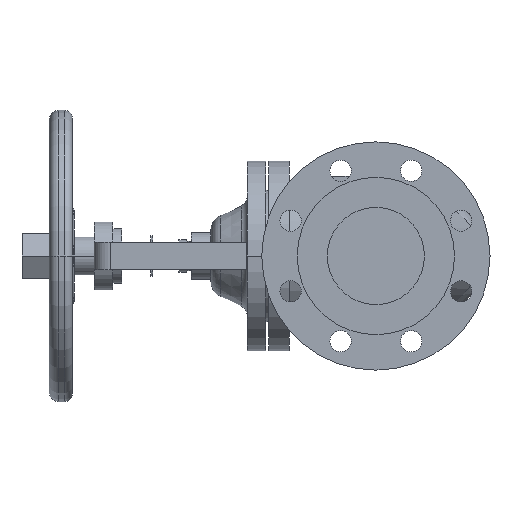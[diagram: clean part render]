
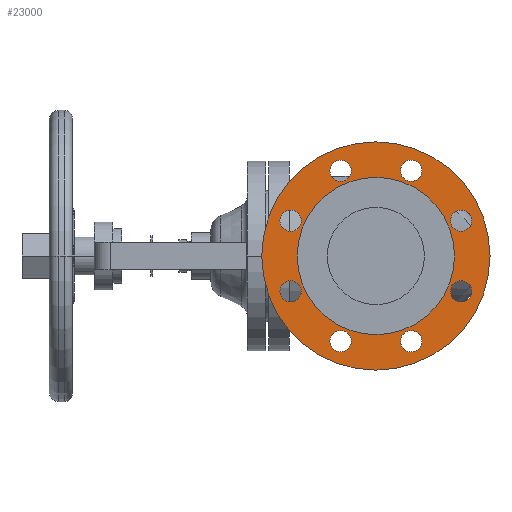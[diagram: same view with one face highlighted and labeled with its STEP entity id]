
A CAD part, left-side view. The second image highlights one B-rep face of the part: STEP entity #23000.
In plain terms, the highlighted planar face has unit normal (-1, 0, 0).
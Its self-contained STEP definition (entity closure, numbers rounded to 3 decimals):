
#11080=CARTESIAN_POINT('',(3.,0.,-117.5));
#11090=VERTEX_POINT('',#11080);
#11250=CARTESIAN_POINT('',(3.,0.,117.5));
#11260=VERTEX_POINT('',#11250);
#11290=CARTESIAN_POINT('',(3.,0.,0.));
#11300=DIRECTION('',(1.,0.,0.));
#11310=DIRECTION('',(0.,0.,-1.));
#11320=AXIS2_PLACEMENT_3D('',#11290,#11300,#11310);
#11330=CIRCLE('',#11320,117.5);
#11340=EDGE_CURVE('',#11090,#11260,#11330,.T.);
#11570=CARTESIAN_POINT('',(3.,36.355,-76.769));
#11580=VERTEX_POINT('',#11570);
#11740=CARTESIAN_POINT('',(3.,36.355,-98.769));
#11750=VERTEX_POINT('',#11740);
#11780=CARTESIAN_POINT('',(3.,36.355,-87.769));
#11790=DIRECTION('',(-1.,0.,0.));
#11800=DIRECTION('',(0.,0.,-1.));
#11810=AXIS2_PLACEMENT_3D('',#11780,#11790,#11800);
#11820=CIRCLE('',#11810,11.);
#11830=EDGE_CURVE('',#11580,#11750,#11820,.T.);
#12060=CARTESIAN_POINT('',(3.,-36.355,-76.769));
#12070=VERTEX_POINT('',#12060);
#12100=CARTESIAN_POINT('',(3.,-36.355,-87.769));
#12110=DIRECTION('',(-1.,0.,0.));
#12120=DIRECTION('',(0.,0.,-1.));
#12130=AXIS2_PLACEMENT_3D('',#12100,#12110,#12120);
#12140=CIRCLE('',#12130,11.);
#12150=CARTESIAN_POINT('',(3.,-36.355,-98.769));
#12160=VERTEX_POINT('',#12150);
#12170=EDGE_CURVE('',#12160,#12070,#12140,.T.);
#12550=CARTESIAN_POINT('',(3.,87.769,-25.355));
#12560=VERTEX_POINT('',#12550);
#12590=CARTESIAN_POINT('',(3.,87.769,-36.355));
#12600=DIRECTION('',(-1.,0.,0.));
#12610=DIRECTION('',(0.,0.,-1.));
#12620=AXIS2_PLACEMENT_3D('',#12590,#12600,#12610);
#12630=CIRCLE('',#12620,11.);
#12640=CARTESIAN_POINT('',(3.,87.769,-47.355));
#12650=VERTEX_POINT('',#12640);
#12660=EDGE_CURVE('',#12650,#12560,#12630,.T.);
#13040=CARTESIAN_POINT('',(3.,-87.769,-47.355));
#13050=VERTEX_POINT('',#13040);
#13210=CARTESIAN_POINT('',(3.,-87.769,-25.355));
#13220=VERTEX_POINT('',#13210);
#13250=CARTESIAN_POINT('',(3.,-87.769,-36.355));
#13260=DIRECTION('',(-1.,0.,0.));
#13270=DIRECTION('',(0.,0.,-1.));
#13280=AXIS2_PLACEMENT_3D('',#13250,#13260,#13270);
#13290=CIRCLE('',#13280,11.);
#13300=EDGE_CURVE('',#13050,#13220,#13290,.T.);
#13530=CARTESIAN_POINT('',(3.,87.769,25.355));
#13540=VERTEX_POINT('',#13530);
#13700=CARTESIAN_POINT('',(3.,87.769,47.355));
#13710=VERTEX_POINT('',#13700);
#13740=CARTESIAN_POINT('',(3.,87.769,36.355));
#13750=DIRECTION('',(-1.,0.,0.));
#13760=DIRECTION('',(0.,0.,-1.));
#13770=AXIS2_PLACEMENT_3D('',#13740,#13750,#13760);
#13780=CIRCLE('',#13770,11.);
#13790=EDGE_CURVE('',#13540,#13710,#13780,.T.);
#14020=CARTESIAN_POINT('',(3.,-87.769,47.355));
#14030=VERTEX_POINT('',#14020);
#14060=CARTESIAN_POINT('',(3.,-87.769,36.355));
#14070=DIRECTION('',(-1.,0.,0.));
#14080=DIRECTION('',(0.,0.,-1.));
#14090=AXIS2_PLACEMENT_3D('',#14060,#14070,#14080);
#14100=CIRCLE('',#14090,11.);
#14110=CARTESIAN_POINT('',(3.,-87.769,25.355));
#14120=VERTEX_POINT('',#14110);
#14130=EDGE_CURVE('',#14120,#14030,#14100,.T.);
#14510=CARTESIAN_POINT('',(3.,36.355,98.769));
#14520=VERTEX_POINT('',#14510);
#14680=CARTESIAN_POINT('',(3.,36.355,76.769));
#14690=VERTEX_POINT('',#14680);
#14720=CARTESIAN_POINT('',(3.,36.355,87.769));
#14730=DIRECTION('',(-1.,0.,0.));
#14740=DIRECTION('',(0.,0.,-1.));
#14750=AXIS2_PLACEMENT_3D('',#14720,#14730,#14740);
#14760=CIRCLE('',#14750,11.);
#14770=EDGE_CURVE('',#14520,#14690,#14760,.T.);
#15000=CARTESIAN_POINT('',(3.,-36.355,98.769));
#15010=VERTEX_POINT('',#15000);
#15040=CARTESIAN_POINT('',(3.,-36.355,87.769));
#15050=DIRECTION('',(-1.,0.,0.));
#15060=DIRECTION('',(0.,0.,-1.));
#15070=AXIS2_PLACEMENT_3D('',#15040,#15050,#15060);
#15080=CIRCLE('',#15070,11.);
#15090=CARTESIAN_POINT('',(3.,-36.355,76.769));
#15100=VERTEX_POINT('',#15090);
#15110=EDGE_CURVE('',#15100,#15010,#15080,.T.);
#15490=CARTESIAN_POINT('',(3.,81.,0.));
#15500=VERTEX_POINT('',#15490);
#15530=CARTESIAN_POINT('',(3.,0.,0.));
#15540=DIRECTION('',(-1.,0.,0.));
#15550=DIRECTION('',(0.,1.,0.));
#15560=AXIS2_PLACEMENT_3D('',#15530,#15540,#15550);
#15570=CIRCLE('',#15560,81.);
#15580=CARTESIAN_POINT('',(3.,-81.,0.));
#15590=VERTEX_POINT('',#15580);
#15600=EDGE_CURVE('',#15590,#15500,#15570,.T.);
#22450=CARTESIAN_POINT('',(3.,99.25,0.));
#22460=DIRECTION('',(1.,0.,0.));
#22470=DIRECTION('',(0.,-1.,0.));
#22480=AXIS2_PLACEMENT_3D('',#22450,#22460,#22470);
#22490=PLANE('',#22480);
#22500=EDGE_CURVE('',#15500,#15590,#15570,.T.);
#22510=ORIENTED_EDGE('',*,*,#22500,.F.);
#22520=ORIENTED_EDGE('',*,*,#15600,.F.);
#22530=EDGE_LOOP('',(#22520,#22510));
#22540=FACE_BOUND('',#22530,.T.);
#22550=EDGE_CURVE('',#11260,#11090,#11330,.T.);
#22560=ORIENTED_EDGE('',*,*,#22550,.F.);
#22570=ORIENTED_EDGE('',*,*,#11340,.F.);
#22580=EDGE_LOOP('',(#22570,#22560));
#22590=FACE_OUTER_BOUND('',#22580,.T.);
#22600=EDGE_CURVE('',#11750,#11580,#11820,.T.);
#22610=ORIENTED_EDGE('',*,*,#22600,.F.);
#22620=ORIENTED_EDGE('',*,*,#11830,.F.);
#22630=EDGE_LOOP('',(#22620,#22610));
#22640=FACE_BOUND('',#22630,.T.);
#22650=ORIENTED_EDGE('',*,*,#12170,.F.);
#22660=EDGE_CURVE('',#12070,#12160,#12140,.T.);
#22670=ORIENTED_EDGE('',*,*,#22660,.F.);
#22680=EDGE_LOOP('',(#22670,#22650));
#22690=FACE_BOUND('',#22680,.T.);
#22700=EDGE_CURVE('',#12560,#12650,#12630,.T.);
#22710=ORIENTED_EDGE('',*,*,#22700,.F.);
#22720=ORIENTED_EDGE('',*,*,#12660,.F.);
#22730=EDGE_LOOP('',(#22720,#22710));
#22740=FACE_BOUND('',#22730,.T.);
#22750=EDGE_CURVE('',#13220,#13050,#13290,.T.);
#22760=ORIENTED_EDGE('',*,*,#22750,.F.);
#22770=ORIENTED_EDGE('',*,*,#13300,.F.);
#22780=EDGE_LOOP('',(#22770,#22760));
#22790=FACE_BOUND('',#22780,.T.);
#22800=EDGE_CURVE('',#13710,#13540,#13780,.T.);
#22810=ORIENTED_EDGE('',*,*,#22800,.F.);
#22820=ORIENTED_EDGE('',*,*,#13790,.F.);
#22830=EDGE_LOOP('',(#22820,#22810));
#22840=FACE_BOUND('',#22830,.T.);
#22850=EDGE_CURVE('',#14030,#14120,#14100,.T.);
#22860=ORIENTED_EDGE('',*,*,#22850,.F.);
#22870=ORIENTED_EDGE('',*,*,#14130,.F.);
#22880=EDGE_LOOP('',(#22870,#22860));
#22890=FACE_BOUND('',#22880,.T.);
#22900=EDGE_CURVE('',#14690,#14520,#14760,.T.);
#22910=ORIENTED_EDGE('',*,*,#22900,.F.);
#22920=ORIENTED_EDGE('',*,*,#14770,.F.);
#22930=EDGE_LOOP('',(#22920,#22910));
#22940=FACE_BOUND('',#22930,.T.);
#22950=EDGE_CURVE('',#15010,#15100,#15080,.T.);
#22960=ORIENTED_EDGE('',*,*,#22950,.F.);
#22970=ORIENTED_EDGE('',*,*,#15110,.F.);
#22980=EDGE_LOOP('',(#22970,#22960));
#22990=FACE_BOUND('',#22980,.T.);
#23000=ADVANCED_FACE('',(#22540,#22590,#22640,#22690,#22740,#22790,
#22840,#22890,#22940,#22990),#22490,.F.);
